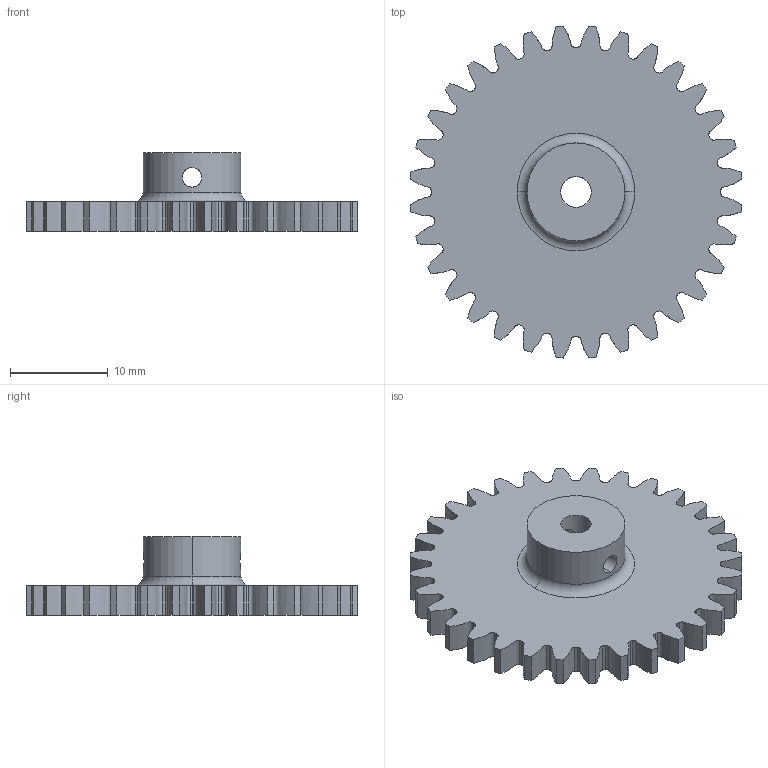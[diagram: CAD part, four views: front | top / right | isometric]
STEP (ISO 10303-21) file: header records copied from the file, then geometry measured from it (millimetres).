
FILE_DESCRIPTION (( 'STEP AP214' ), '1' );
FILE_NAME ('屾喘唳晤鎢ん喘謫.STEP', '2024-12-18T05:56:48', ( '' ), ( '' ), 'SwSTEP 2.0', 'SolidWorks 2023', '' );
FILE_SCHEMA (( 'AUTOMOTIVE_DESIGN' ));
Length unit declared in the file: millimetre
Products named in the file (1): 少齿版编码器齿轮
Bounding box: 33.9 x 33.9 x 8 mm (x, y, z)
Volume: 2702.1 mm3; surface area: 2423 mm2
Topology: 1 solids, 1 shells, 142 faces, 415 edges, 276 vertices
Faces by surface type: cylinder 73, bspline 64, plane 3, torus 2
Entity records: 9640 total; most frequent: CARTESIAN_POINT 6158, ORIENTED_EDGE 830, DIRECTION 579, EDGE_CURVE 415, VERTEX_POINT 276, AXIS2_PLACEMENT_3D 221, EDGE_LOOP 149, CIRCLE 142
